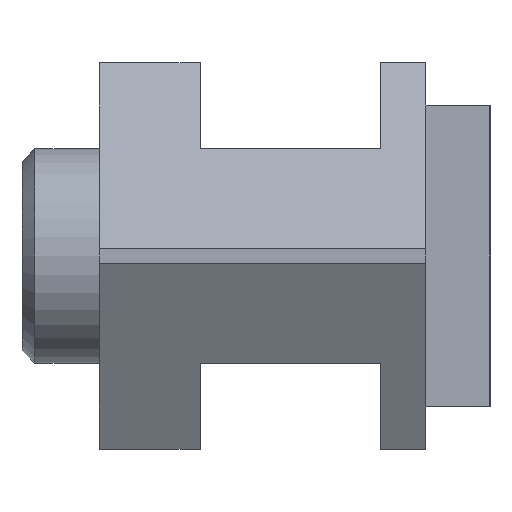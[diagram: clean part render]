
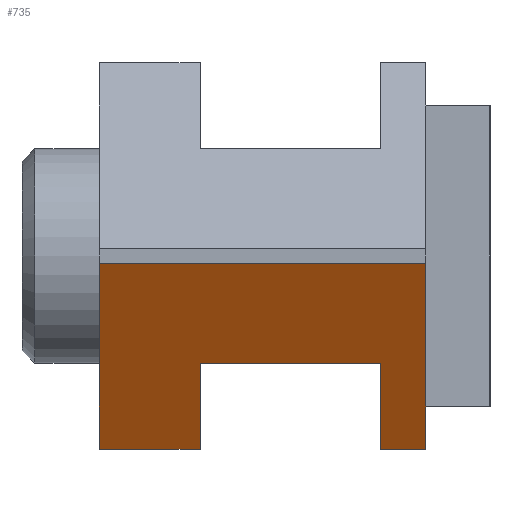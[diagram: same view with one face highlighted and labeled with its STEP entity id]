
A CAD part, left-side view. The second image highlights one B-rep face of the part: STEP entity #735.
In plain terms, the highlighted planar face has unit normal (-0.866, 0, -0.5).
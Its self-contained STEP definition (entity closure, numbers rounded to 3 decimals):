
#97=FACE_OUTER_BOUND('',#147,.T.);
#147=EDGE_LOOP('',(#602,#603,#604,#605,#606,#607,#608,#609));
#162=LINE('',#1025,#230);
#186=LINE('',#1128,#254);
#192=LINE('',#1142,#260);
#198=LINE('',#1153,#266);
#202=LINE('',#1162,#270);
#210=LINE('',#1186,#278);
#216=LINE('',#1197,#284);
#217=LINE('',#1198,#285);
#230=VECTOR('',#823,5.);
#254=VECTOR('',#919,2.309);
#260=VECTOR('',#933,1.05);
#266=VECTOR('',#945,4.2);
#270=VECTOR('',#953,2.309);
#278=VECTOR('',#975,5.);
#284=VECTOR('',#987,7.6);
#285=VECTOR('',#988,2.35);
#298=VERTEX_POINT('',#1022);
#299=VERTEX_POINT('',#1024);
#327=VERTEX_POINT('',#1121);
#330=VERTEX_POINT('',#1126);
#336=VERTEX_POINT('',#1150);
#339=VERTEX_POINT('',#1161);
#347=VERTEX_POINT('',#1183);
#348=VERTEX_POINT('',#1185);
#361=EDGE_CURVE('',#298,#299,#162,.T.);
#405=EDGE_CURVE('',#327,#330,#186,.T.);
#412=EDGE_CURVE('',#330,#299,#192,.T.);
#418=EDGE_CURVE('',#336,#327,#198,.T.);
#422=EDGE_CURVE('',#339,#336,#202,.T.);
#434=EDGE_CURVE('',#348,#347,#210,.T.);
#440=EDGE_CURVE('',#348,#298,#216,.T.);
#441=EDGE_CURVE('',#347,#339,#217,.T.);
#602=ORIENTED_EDGE('',*,*,#422,.T.);
#603=ORIENTED_EDGE('',*,*,#418,.T.);
#604=ORIENTED_EDGE('',*,*,#405,.T.);
#605=ORIENTED_EDGE('',*,*,#412,.T.);
#606=ORIENTED_EDGE('',*,*,#361,.F.);
#607=ORIENTED_EDGE('',*,*,#440,.F.);
#608=ORIENTED_EDGE('',*,*,#434,.T.);
#609=ORIENTED_EDGE('',*,*,#441,.T.);
#652=PLANE('',#800);
#735=ADVANCED_FACE('',(#97),#652,.T.);
#800=AXIS2_PLACEMENT_3D('',#1196,#985,#986);
#823=DIRECTION('',(0.5,0.,-0.866));
#919=DIRECTION('',(0.5,0.,-0.866));
#933=DIRECTION('',(0.,-1.,0.));
#945=DIRECTION('',(0.,-1.,0.));
#953=DIRECTION('',(-0.5,0.,0.866));
#975=DIRECTION('',(0.5,0.,-0.866));
#985=DIRECTION('center_axis',(-0.866,0.,-0.5));
#986=DIRECTION('ref_axis',(-0.5,0.,0.866));
#987=DIRECTION('',(0.,-1.,0.));
#988=DIRECTION('',(0.,-1.,0.));
#1022=CARTESIAN_POINT('',(0.,-5.25,4.33));
#1024=CARTESIAN_POINT('',(2.5,-5.25,0.));
#1025=CARTESIAN_POINT('',(0.,-5.25,4.33));
#1121=CARTESIAN_POINT('',(1.345,-4.2,2.));
#1126=CARTESIAN_POINT('',(2.5,-4.2,0.));
#1128=CARTESIAN_POINT('',(0.,-4.2,4.33));
#1142=CARTESIAN_POINT('',(2.5,-4.2,0.));
#1150=CARTESIAN_POINT('',(1.345,0.,2.));
#1153=CARTESIAN_POINT('',(1.345,0.,2.));
#1161=CARTESIAN_POINT('',(2.5,0.,0.));
#1162=CARTESIAN_POINT('',(4.563,0.,-3.572));
#1183=CARTESIAN_POINT('',(2.5,2.35,0.));
#1185=CARTESIAN_POINT('',(0.,2.35,4.33));
#1186=CARTESIAN_POINT('',(1.563,2.35,1.624));
#1196=CARTESIAN_POINT('Origin',(1.25,0.588,2.165));
#1197=CARTESIAN_POINT('',(0.,0.,4.33));
#1198=CARTESIAN_POINT('',(2.5,0.588,0.));
